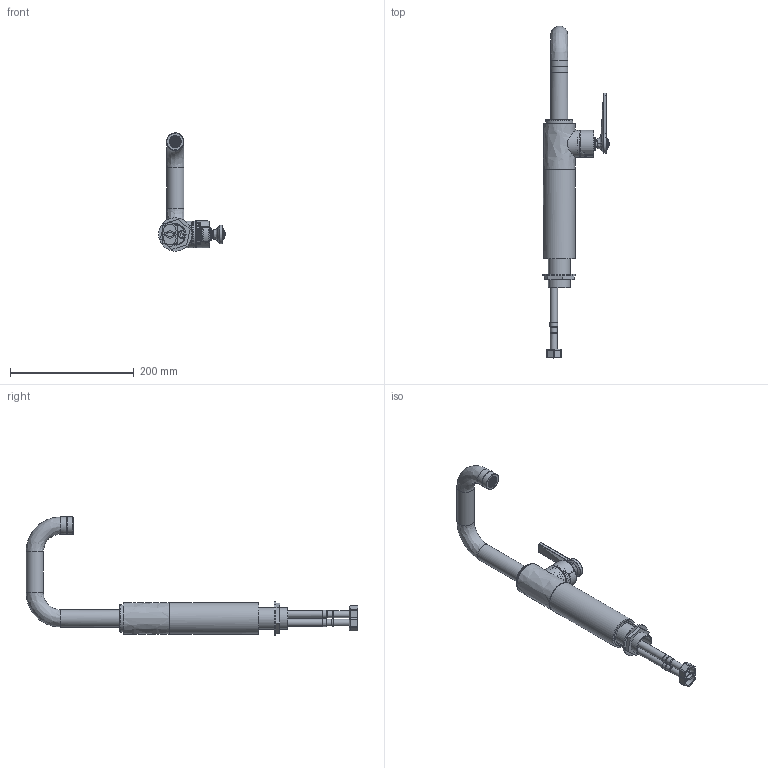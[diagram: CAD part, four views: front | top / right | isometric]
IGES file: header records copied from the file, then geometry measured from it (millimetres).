
Global section: file name: V7K31-RH-LF; native system: Autodesk Inventor 2018; preprocessor: unknown; author: adaniels; date: 20171129.090132; units: millimetre
Bounding box: 108.1 x 536.33 x 190.9 mm (x, y, z)
Volume: 493028.8 mm3; surface area: 242946.3 mm2
Topology: 39 solids, 39 shells, 2331 faces, 6007 edges, 3838 vertices
Faces by surface type: bspline 2331
